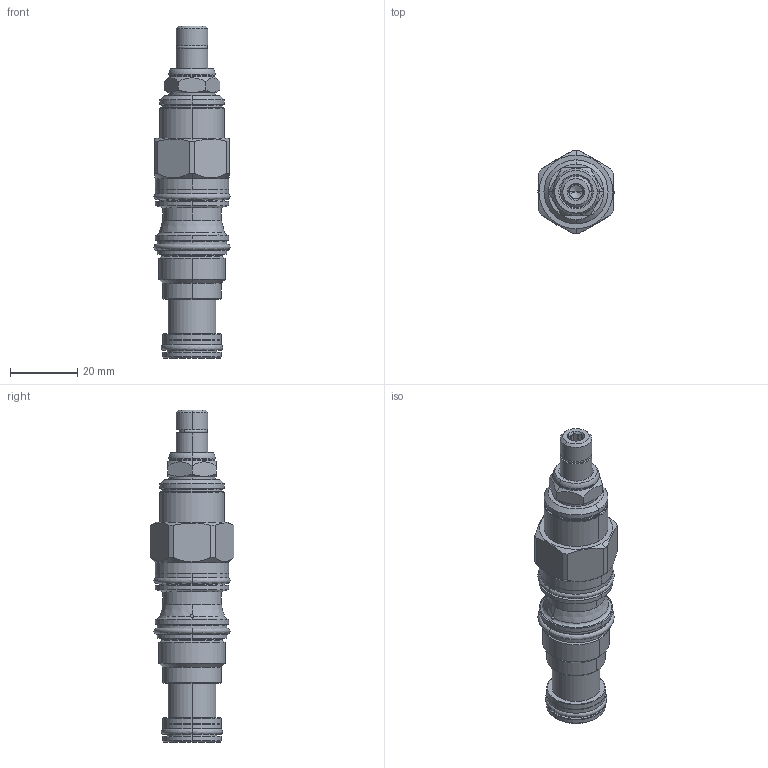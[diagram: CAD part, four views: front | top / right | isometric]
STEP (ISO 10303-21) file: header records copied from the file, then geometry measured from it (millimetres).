
FILE_DESCRIPTION((''),'2;1');
FILE_NAME('RVCA-LAN_PRT','2015-10-19T',('Administrator'),(''),'PRO/ENGINEER BY PARAMETRIC TECHNOLOGY CORPORATION, 2006240','PRO/ENGINEER BY PARAMETRIC TECHNOLOGY CORPORATION, 2006240','');
FILE_SCHEMA(('CONFIG_CONTROL_DESIGN'));
Length unit declared in the file: inch
Products named in the file (1): RVCA-LAN_PRT
Bounding box: 22.55 x 24.84 x 98.4 mm (x, y, z)
Volume: 24673.5 mm3; surface area: 8326.4 mm2
Topology: 4 solids, 5 shells, 206 faces, 471 edges, 286 vertices
Faces by surface type: cylinder 68, plane 55, cone 42, torus 29, revolution 12
Entity records: 7299 total; most frequent: CARTESIAN_POINT 2554, DIRECTION 1044, ORIENTED_EDGE 938, EDGE_CURVE 469, AXIS2_PLACEMENT_3D 439, VERTEX_POINT 286, CIRCLE 245, EDGE_LOOP 227
